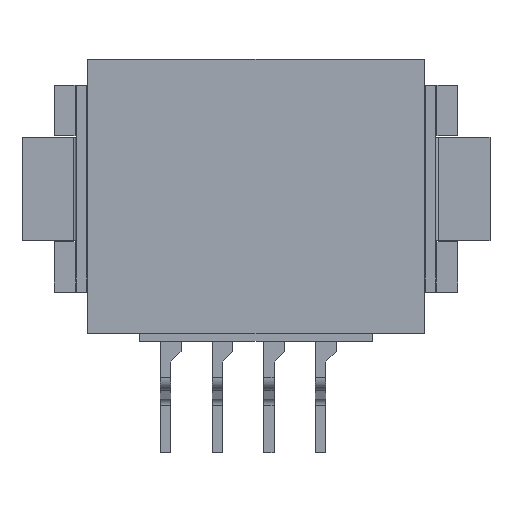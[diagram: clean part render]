
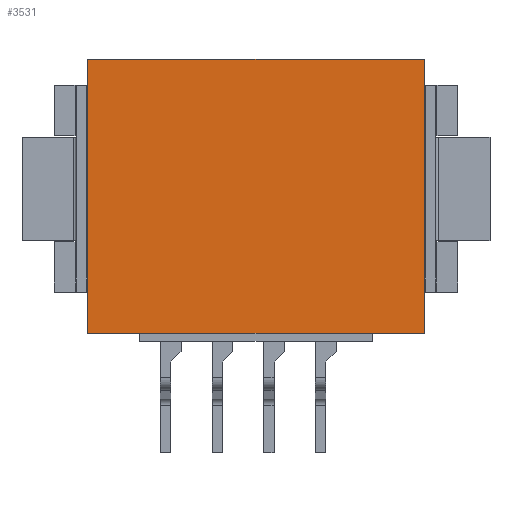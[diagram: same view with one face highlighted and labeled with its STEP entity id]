
A CAD part, top view. The second image highlights one B-rep face of the part: STEP entity #3531.
In plain terms, the highlighted planar face has unit normal (0, 0, 1).
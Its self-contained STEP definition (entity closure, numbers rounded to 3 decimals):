
#445 = PLANE('',#446);
#446 = AXIS2_PLACEMENT_3D('',#447,#448,#449);
#447 = CARTESIAN_POINT('',(6.5,-5.6,0.105));
#448 = DIRECTION('',(1.,0.,0.));
#449 = DIRECTION('',(0.,1.,0.));
#600 = PLANE('',#601);
#601 = AXIS2_PLACEMENT_3D('',#602,#603,#604);
#602 = CARTESIAN_POINT('',(6.5,-5.6,0.105));
#603 = DIRECTION('',(0.,-1.,0.));
#604 = DIRECTION('',(1.,0.,0.));
#1920 = VERTEX_POINT('',#1921);
#1921 = CARTESIAN_POINT('',(6.5,5.,6.905));
#1935 = PLANE('',#1936);
#1936 = AXIS2_PLACEMENT_3D('',#1937,#1938,#1939);
#1937 = CARTESIAN_POINT('',(6.5,5.,0.105));
#1938 = DIRECTION('',(0.,-1.,0.));
#1939 = DIRECTION('',(1.,0.,0.));
#1947 = EDGE_CURVE('',#1948,#1920,#1950,.T.);
#1948 = VERTEX_POINT('',#1949);
#1949 = CARTESIAN_POINT('',(6.5,-5.6,6.905));
#1950 = SURFACE_CURVE('',#1951,(#1955,#1962),.PCURVE_S1.);
#1951 = LINE('',#1952,#1953);
#1952 = CARTESIAN_POINT('',(6.5,-5.6,6.905));
#1953 = VECTOR('',#1954,1.);
#1954 = DIRECTION('',(0.,1.,0.));
#1955 = PCURVE('',#445,#1956);
#1956 = DEFINITIONAL_REPRESENTATION('',(#1957),#1961);
#1957 = LINE('',#1958,#1959);
#1958 = CARTESIAN_POINT('',(0.,6.8));
#1959 = VECTOR('',#1960,1.);
#1960 = DIRECTION('',(1.,0.));
#1961 = ( GEOMETRIC_REPRESENTATION_CONTEXT(2) 
PARAMETRIC_REPRESENTATION_CONTEXT() REPRESENTATION_CONTEXT('2D SPACE',''
  ) );
#1962 = PCURVE('',#1963,#1968);
#1963 = PLANE('',#1964);
#1964 = AXIS2_PLACEMENT_3D('',#1965,#1966,#1967);
#1965 = CARTESIAN_POINT('',(6.5,-5.6,6.905));
#1966 = DIRECTION('',(0.,0.,1.));
#1967 = DIRECTION('',(1.,0.,0.));
#1968 = DEFINITIONAL_REPRESENTATION('',(#1969),#1973);
#1969 = LINE('',#1970,#1971);
#1970 = CARTESIAN_POINT('',(0.,0.));
#1971 = VECTOR('',#1972,1.);
#1972 = DIRECTION('',(0.,1.));
#1973 = ( GEOMETRIC_REPRESENTATION_CONTEXT(2) 
PARAMETRIC_REPRESENTATION_CONTEXT() REPRESENTATION_CONTEXT('2D SPACE',''
  ) );
#2248 = EDGE_CURVE('',#2249,#1948,#2251,.T.);
#2249 = VERTEX_POINT('',#2250);
#2250 = CARTESIAN_POINT('',(-6.5,-5.6,6.905));
#2251 = SURFACE_CURVE('',#2252,(#2256,#2263),.PCURVE_S1.);
#2252 = LINE('',#2253,#2254);
#2253 = CARTESIAN_POINT('',(6.5,-5.6,6.905));
#2254 = VECTOR('',#2255,1.);
#2255 = DIRECTION('',(1.,0.,0.));
#2256 = PCURVE('',#600,#2257);
#2257 = DEFINITIONAL_REPRESENTATION('',(#2258),#2262);
#2258 = LINE('',#2259,#2260);
#2259 = CARTESIAN_POINT('',(0.,6.8));
#2260 = VECTOR('',#2261,1.);
#2261 = DIRECTION('',(1.,0.));
#2262 = ( GEOMETRIC_REPRESENTATION_CONTEXT(2) 
PARAMETRIC_REPRESENTATION_CONTEXT() REPRESENTATION_CONTEXT('2D SPACE',''
  ) );
#2263 = PCURVE('',#1963,#2264);
#2264 = DEFINITIONAL_REPRESENTATION('',(#2265),#2269);
#2265 = LINE('',#2266,#2267);
#2266 = CARTESIAN_POINT('',(0.,0.));
#2267 = VECTOR('',#2268,1.);
#2268 = DIRECTION('',(1.,0.));
#2269 = ( GEOMETRIC_REPRESENTATION_CONTEXT(2) 
PARAMETRIC_REPRESENTATION_CONTEXT() REPRESENTATION_CONTEXT('2D SPACE',''
  ) );
#2287 = PLANE('',#2288);
#2288 = AXIS2_PLACEMENT_3D('',#2289,#2290,#2291);
#2289 = CARTESIAN_POINT('',(-6.5,-5.6,0.105));
#2290 = DIRECTION('',(-1.,0.,0.));
#2291 = DIRECTION('',(0.,0.,1.));
#3531 = ADVANCED_FACE('',(#3532),#1963,.T.);
#3532 = FACE_BOUND('',#3533,.T.);
#3533 = EDGE_LOOP('',(#3534,#3557,#3578,#3579));
#3534 = ORIENTED_EDGE('',*,*,#3535,.F.);
#3535 = EDGE_CURVE('',#3536,#1920,#3538,.T.);
#3536 = VERTEX_POINT('',#3537);
#3537 = CARTESIAN_POINT('',(-6.5,5.,6.905));
#3538 = SURFACE_CURVE('',#3539,(#3543,#3550),.PCURVE_S1.);
#3539 = LINE('',#3540,#3541);
#3540 = CARTESIAN_POINT('',(6.5,5.,6.905));
#3541 = VECTOR('',#3542,1.);
#3542 = DIRECTION('',(1.,0.,0.));
#3543 = PCURVE('',#1963,#3544);
#3544 = DEFINITIONAL_REPRESENTATION('',(#3545),#3549);
#3545 = LINE('',#3546,#3547);
#3546 = CARTESIAN_POINT('',(0.,10.6));
#3547 = VECTOR('',#3548,1.);
#3548 = DIRECTION('',(1.,0.));
#3549 = ( GEOMETRIC_REPRESENTATION_CONTEXT(2) 
PARAMETRIC_REPRESENTATION_CONTEXT() REPRESENTATION_CONTEXT('2D SPACE',''
  ) );
#3550 = PCURVE('',#1935,#3551);
#3551 = DEFINITIONAL_REPRESENTATION('',(#3552),#3556);
#3552 = LINE('',#3553,#3554);
#3553 = CARTESIAN_POINT('',(0.,6.8));
#3554 = VECTOR('',#3555,1.);
#3555 = DIRECTION('',(1.,0.));
#3556 = ( GEOMETRIC_REPRESENTATION_CONTEXT(2) 
PARAMETRIC_REPRESENTATION_CONTEXT() REPRESENTATION_CONTEXT('2D SPACE',''
  ) );
#3557 = ORIENTED_EDGE('',*,*,#3558,.F.);
#3558 = EDGE_CURVE('',#2249,#3536,#3559,.T.);
#3559 = SURFACE_CURVE('',#3560,(#3564,#3571),.PCURVE_S1.);
#3560 = LINE('',#3561,#3562);
#3561 = CARTESIAN_POINT('',(-6.5,-5.6,6.905));
#3562 = VECTOR('',#3563,1.);
#3563 = DIRECTION('',(0.,1.,0.));
#3564 = PCURVE('',#1963,#3565);
#3565 = DEFINITIONAL_REPRESENTATION('',(#3566),#3570);
#3566 = LINE('',#3567,#3568);
#3567 = CARTESIAN_POINT('',(-13.,0.));
#3568 = VECTOR('',#3569,1.);
#3569 = DIRECTION('',(0.,1.));
#3570 = ( GEOMETRIC_REPRESENTATION_CONTEXT(2) 
PARAMETRIC_REPRESENTATION_CONTEXT() REPRESENTATION_CONTEXT('2D SPACE',''
  ) );
#3571 = PCURVE('',#2287,#3572);
#3572 = DEFINITIONAL_REPRESENTATION('',(#3573),#3577);
#3573 = LINE('',#3574,#3575);
#3574 = CARTESIAN_POINT('',(6.8,0.));
#3575 = VECTOR('',#3576,1.);
#3576 = DIRECTION('',(0.,1.));
#3577 = ( GEOMETRIC_REPRESENTATION_CONTEXT(2) 
PARAMETRIC_REPRESENTATION_CONTEXT() REPRESENTATION_CONTEXT('2D SPACE',''
  ) );
#3578 = ORIENTED_EDGE('',*,*,#2248,.T.);
#3579 = ORIENTED_EDGE('',*,*,#1947,.T.);
